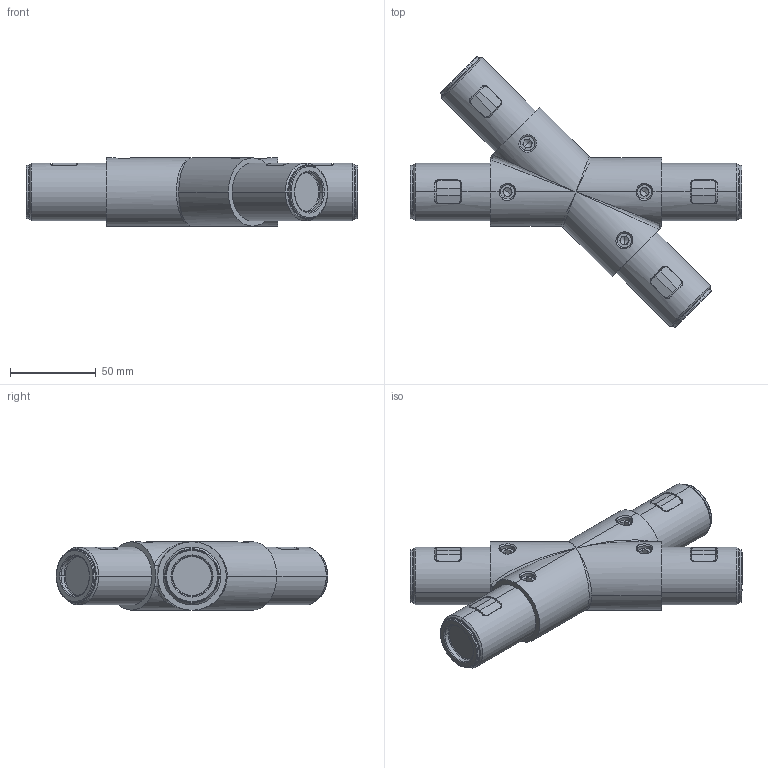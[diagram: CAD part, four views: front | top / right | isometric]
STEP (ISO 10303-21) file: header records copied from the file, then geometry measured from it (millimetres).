
FILE_DESCRIPTION (( 'STEP AP203' ), '1' );
FILE_NAME ('SPS.JC40.X.STEP', '2014-05-20T06:07:20', ( 'USER' ), ( 'Microsoft' ), 'SwSTEP 2.0', 'SolidWorks 2012', '' );
FILE_SCHEMA (( 'CONFIG_CONTROL_DESIGN' ));
Length unit declared in the file: millimetre
Products named in the file (8): X倛諉芛; SPS.JC40.X; 諶裔; hex socket set screws with cone point gb_GB_FASTENER_SCREWS_HSCP M10X16-C; 賑輸; 賑裝粟銅蚾饜1; 粟銅; 賑裝-1
Assembly tree (19 placements, depth 3):
  SPS.JC40.X
    X倛諉芛
    賑裝粟銅蚾饜1  x4
      賑裝-1
      粟銅
    賑輸  x4
    hex socket set screws with cone point gb_GB_FASTENER_SCREWS_HSCP M10X16-C  x4
    諶裔  x4
Bounding box: 194 x 158.68 x 40 mm (x, y, z)
Volume: 311329.4 mm3; surface area: 89195.9 mm2
Topology: 21 solids, 21 shells, 538 faces, 1266 edges, 760 vertices
Faces by surface type: plane 232, cylinder 150, cone 88, torus 44, bspline 24
Entity records: 16683 total; most frequent: CARTESIAN_POINT 10079, ORIENTED_EDGE 1158, DIRECTION 1114, EDGE_CURVE 579, AXIS2_PLACEMENT_3D 423, VERTEX_POINT 358, LINE 268, VECTOR 268
